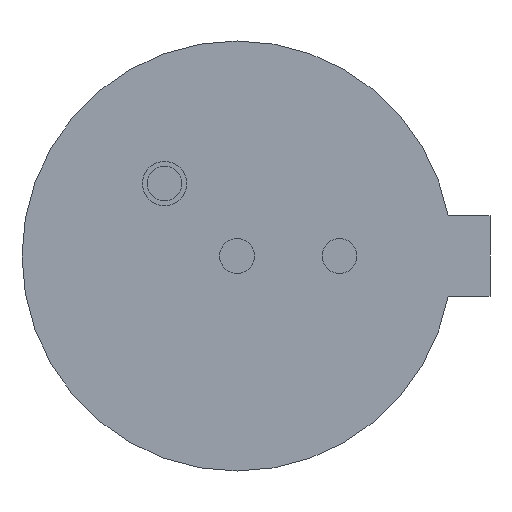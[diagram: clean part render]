
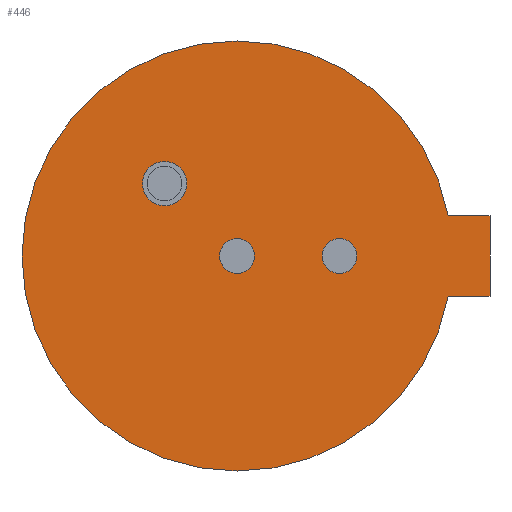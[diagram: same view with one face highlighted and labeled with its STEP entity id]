
A CAD part, front view. The second image highlights one B-rep face of the part: STEP entity #446.
In plain terms, the highlighted planar face has unit normal (0, -1, 0).
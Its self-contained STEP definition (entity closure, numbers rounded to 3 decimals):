
#3 = DIRECTION ( 'NONE',  ( 0., -1., 0. ) ) ;
#4 = CARTESIAN_POINT ( 'NONE',  ( -0.898, 0., 0.898 ) ) ;
#5 = AXIS2_PLACEMENT_3D ( 'NONE', #4, #3, #7 ) ;
#6 = CIRCLE ( 'NONE', #5, 0.275 ) ;
#7 = DIRECTION ( 'NONE',  ( 0., 0., 1. ) ) ;
#22 = CIRCLE ( 'NONE', #1722, 0.215 ) ;
#25 = FACE_BOUND ( 'NONE', #470, .T. ) ;
#26 = FACE_BOUND ( 'NONE', #458, .T. ) ;
#27 = FACE_BOUND ( 'NONE', #476, .T. ) ;
#31 = FACE_OUTER_BOUND ( 'NONE', #444, .T. ) ;
#43 = VECTOR ( 'NONE', #80, 1000. ) ;
#80 = DIRECTION ( 'NONE',  ( -1., 0., 0. ) ) ;
#81 = CARTESIAN_POINT ( 'NONE',  ( 3.135, 0., 0.5 ) ) ;
#89 = LINE ( 'NONE', #81, #43 ) ;
#108 = CIRCLE ( 'NONE', #120, 2.665 ) ;
#109 = DIRECTION ( 'NONE',  ( 0., 0., 1. ) ) ;
#111 = LINE ( 'NONE', #116, #126 ) ;
#116 = CARTESIAN_POINT ( 'NONE',  ( 3.135, 0., -0.5 ) ) ;
#117 = DIRECTION ( 'NONE',  ( 1., 0., 0. ) ) ;
#118 = DIRECTION ( 'NONE',  ( 0., -1., 0. ) ) ;
#119 = CARTESIAN_POINT ( 'NONE',  ( 0., 0., 0. ) ) ;
#120 = AXIS2_PLACEMENT_3D ( 'NONE', #119, #121, #123 ) ;
#121 = DIRECTION ( 'NONE',  ( 0., -1., 0. ) ) ;
#122 = CIRCLE ( 'NONE', #124, 0.215 ) ;
#123 = DIRECTION ( 'NONE',  ( 0., 0., -1. ) ) ;
#124 = AXIS2_PLACEMENT_3D ( 'NONE', #132, #118, #109 ) ;
#126 = VECTOR ( 'NONE', #117, 1000. ) ;
#128 = CARTESIAN_POINT ( 'NONE',  ( 3.135, 0., 0.5 ) ) ;
#129 = CARTESIAN_POINT ( 'NONE',  ( 2.618, 0., -0.5 ) ) ;
#132 = CARTESIAN_POINT ( 'NONE',  ( 0., 0., 0. ) ) ;
#141 = DIRECTION ( 'NONE',  ( 0., 0., 1. ) ) ;
#142 = CARTESIAN_POINT ( 'NONE',  ( 3.135, 0., -0.5 ) ) ;
#147 = VECTOR ( 'NONE', #141, 1000. ) ;
#148 = LINE ( 'NONE', #142, #147 ) ;
#155 = CARTESIAN_POINT ( 'NONE',  ( 0., 0., 2.665 ) ) ;
#158 = CARTESIAN_POINT ( 'NONE',  ( 0., 0., -2.665 ) ) ;
#168 = CIRCLE ( 'NONE', #169, 2.665 ) ;
#169 = AXIS2_PLACEMENT_3D ( 'NONE', #170, #171, #177 ) ;
#170 = CARTESIAN_POINT ( 'NONE',  ( 0., 0., 0. ) ) ;
#171 = DIRECTION ( 'NONE',  ( 0., -1., 0. ) ) ;
#177 = DIRECTION ( 'NONE',  ( 0., 0., -1. ) ) ;
#189 = CARTESIAN_POINT ( 'NONE',  ( 2.618, 0., 0.5 ) ) ;
#444 = EDGE_LOOP ( 'NONE', ( #452, #454, #455, #475, #459, #478 ) ) ;
#445 = ORIENTED_EDGE ( 'NONE', *, *, #465, .F. ) ;
#446 = ADVANCED_FACE ( 'NONE', ( #25, #31, #27, #26 ), #1729, .F. ) ;
#449 = ORIENTED_EDGE ( 'NONE', *, *, #594, .F. ) ;
#450 = EDGE_CURVE ( 'NONE', #501, #585, #6, .T. ) ;
#451 = ORIENTED_EDGE ( 'NONE', *, *, #569, .F. ) ;
#452 = ORIENTED_EDGE ( 'NONE', *, *, #623, .T. ) ;
#453 = ORIENTED_EDGE ( 'NONE', *, *, #461, .F. ) ;
#454 = ORIENTED_EDGE ( 'NONE', *, *, #652, .T. ) ;
#455 = ORIENTED_EDGE ( 'NONE', *, *, #463, .T. ) ;
#456 = VERTEX_POINT ( 'NONE', #1725 ) ;
#458 = EDGE_LOOP ( 'NONE', ( #474, #449 ) ) ;
#459 = ORIENTED_EDGE ( 'NONE', *, *, #480, .T. ) ;
#460 = EDGE_CURVE ( 'NONE', #472, #656, #89, .T. ) ;
#461 = EDGE_CURVE ( 'NONE', #605, #607, #22, .T. ) ;
#462 = EDGE_CURVE ( 'NONE', #464, #456, #111, .T. ) ;
#463 = EDGE_CURVE ( 'NONE', #647, #464, #108, .T. ) ;
#464 = VERTEX_POINT ( 'NONE', #129 ) ;
#465 = EDGE_CURVE ( 'NONE', #582, #568, #122, .T. ) ;
#470 = EDGE_LOOP ( 'NONE', ( #445, #451 ) ) ;
#472 = VERTEX_POINT ( 'NONE', #128 ) ;
#474 = ORIENTED_EDGE ( 'NONE', *, *, #450, .F. ) ;
#475 = ORIENTED_EDGE ( 'NONE', *, *, #462, .T. ) ;
#476 = EDGE_LOOP ( 'NONE', ( #453, #479 ) ) ;
#478 = ORIENTED_EDGE ( 'NONE', *, *, #460, .T. ) ;
#479 = ORIENTED_EDGE ( 'NONE', *, *, #561, .F. ) ;
#480 = EDGE_CURVE ( 'NONE', #456, #472, #148, .T. ) ;
#501 = VERTEX_POINT ( 'NONE', #1263 ) ;
#561 = EDGE_CURVE ( 'NONE', #607, #605, #1420, .T. ) ;
#568 = VERTEX_POINT ( 'NONE', #1446 ) ;
#569 = EDGE_CURVE ( 'NONE', #568, #582, #1486, .T. ) ;
#582 = VERTEX_POINT ( 'NONE', #1458 ) ;
#585 = VERTEX_POINT ( 'NONE', #1502 ) ;
#594 = EDGE_CURVE ( 'NONE', #585, #501, #1515, .T. ) ;
#605 = VERTEX_POINT ( 'NONE', #1558 ) ;
#607 = VERTEX_POINT ( 'NONE', #1518 ) ;
#623 = EDGE_CURVE ( 'NONE', #656, #642, #1607, .T. ) ;
#642 = VERTEX_POINT ( 'NONE', #155 ) ;
#647 = VERTEX_POINT ( 'NONE', #158 ) ;
#652 = EDGE_CURVE ( 'NONE', #642, #647, #168, .T. ) ;
#656 = VERTEX_POINT ( 'NONE', #189 ) ;
#1263 = CARTESIAN_POINT ( 'NONE',  ( -0.898, 0., 1.173 ) ) ;
#1411 = DIRECTION ( 'NONE',  ( 0., -1., 0. ) ) ;
#1416 = DIRECTION ( 'NONE',  ( 0., 0., 1. ) ) ;
#1420 = CIRCLE ( 'NONE', #1434, 0.215 ) ;
#1434 = AXIS2_PLACEMENT_3D ( 'NONE', #1437, #1411, #1416 ) ;
#1437 = CARTESIAN_POINT ( 'NONE',  ( 1.27, 0., 0. ) ) ;
#1446 = CARTESIAN_POINT ( 'NONE',  ( 0., 0., -0.215 ) ) ;
#1458 = CARTESIAN_POINT ( 'NONE',  ( 0., 0., 0.215 ) ) ;
#1467 = AXIS2_PLACEMENT_3D ( 'NONE', #1494, #1493, #1492 ) ;
#1486 = CIRCLE ( 'NONE', #1467, 0.215 ) ;
#1492 = DIRECTION ( 'NONE',  ( 0., 0., 1. ) ) ;
#1493 = DIRECTION ( 'NONE',  ( 0., -1., 0. ) ) ;
#1494 = CARTESIAN_POINT ( 'NONE',  ( 0., 0., 0. ) ) ;
#1502 = CARTESIAN_POINT ( 'NONE',  ( -0.898, 0., 0.623 ) ) ;
#1509 = DIRECTION ( 'NONE',  ( 0., -1., 0. ) ) ;
#1510 = CARTESIAN_POINT ( 'NONE',  ( -0.898, 0., 0.898 ) ) ;
#1511 = AXIS2_PLACEMENT_3D ( 'NONE', #1510, #1509, #1519 ) ;
#1515 = CIRCLE ( 'NONE', #1511, 0.275 ) ;
#1518 = CARTESIAN_POINT ( 'NONE',  ( 1.27, 0., -0.215 ) ) ;
#1519 = DIRECTION ( 'NONE',  ( 0., 0., 1. ) ) ;
#1558 = CARTESIAN_POINT ( 'NONE',  ( 1.27, 0., 0.215 ) ) ;
#1607 = CIRCLE ( 'NONE', #1619, 2.665 ) ;
#1618 = DIRECTION ( 'NONE',  ( 0., 0., -1. ) ) ;
#1619 = AXIS2_PLACEMENT_3D ( 'NONE', #1621, #1623, #1618 ) ;
#1621 = CARTESIAN_POINT ( 'NONE',  ( 0., 0., 0. ) ) ;
#1623 = DIRECTION ( 'NONE',  ( 0., -1., 0. ) ) ;
#1655 = DIRECTION ( 'NONE',  ( 0., 0., 1. ) ) ;
#1656 = DIRECTION ( 'NONE',  ( 0., 0., 1. ) ) ;
#1657 = DIRECTION ( 'NONE',  ( 0., -1., 0. ) ) ;
#1721 = CARTESIAN_POINT ( 'NONE',  ( 1.27, 0., 0. ) ) ;
#1722 = AXIS2_PLACEMENT_3D ( 'NONE', #1721, #1657, #1656 ) ;
#1725 = CARTESIAN_POINT ( 'NONE',  ( 3.135, 0., -0.5 ) ) ;
#1727 = AXIS2_PLACEMENT_3D ( 'NONE', #1728, #1730, #1655 ) ;
#1728 = CARTESIAN_POINT ( 'NONE',  ( 2.665, 0., 0. ) ) ;
#1729 = PLANE ( 'NONE',  #1727 ) ;
#1730 = DIRECTION ( 'NONE',  ( 0., 1., 0. ) ) ;
